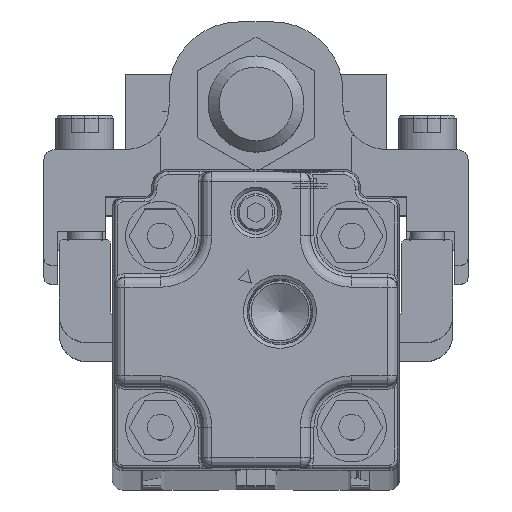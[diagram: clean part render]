
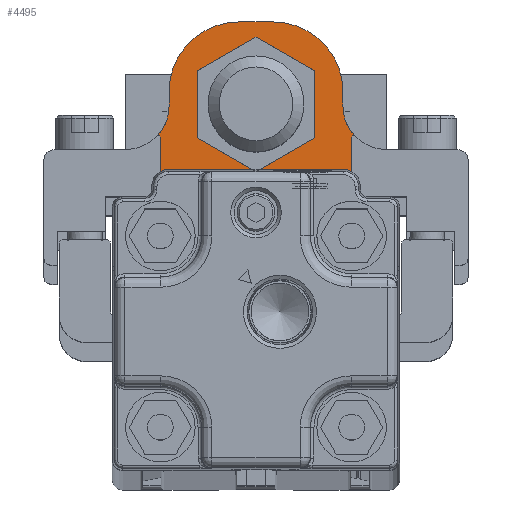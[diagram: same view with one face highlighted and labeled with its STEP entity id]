
A CAD part, top view. The second image highlights one B-rep face of the part: STEP entity #4495.
In plain terms, the highlighted planar face has unit normal (0, 0, 1).
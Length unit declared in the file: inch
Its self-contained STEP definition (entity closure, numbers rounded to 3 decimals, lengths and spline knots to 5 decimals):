
#19 = ORIENTED_EDGE ( 'NONE', *, *, #14379, .T. ) ;
#183 = ORIENTED_EDGE ( 'NONE', *, *, #31015, .T. ) ;
#428 = CARTESIAN_POINT ( 'NONE',  ( -0.5, 0.0748, -0.27559 ) ) ;
#488 = VECTOR ( 'NONE', #7870, 39.37008 ) ;
#704 = ORIENTED_EDGE ( 'NONE', *, *, #34023, .T. ) ;
#823 = EDGE_CURVE ( 'NONE', #26732, #18554, #2975, .T. ) ;
#1556 = VERTEX_POINT ( 'NONE', #2776 ) ;
#2295 = CARTESIAN_POINT ( 'NONE',  ( 0.29035, -0.5315, -0.27559 ) ) ;
#2318 = EDGE_CURVE ( 'NONE', #11321, #15411, #2754, .T. ) ;
#2435 = ORIENTED_EDGE ( 'NONE', *, *, #4642, .F. ) ;
#2562 = ORIENTED_EDGE ( 'NONE', *, *, #15092, .T. ) ;
#2624 = DIRECTION ( 'NONE',  ( 0., 1., 0. ) ) ;
#2754 = CIRCLE ( 'NONE', #7771, 0.01 ) ;
#2776 = CARTESIAN_POINT ( 'NONE',  ( 0.1, 0.4748, -0.27559 ) ) ;
#2975 = LINE ( 'NONE', #16531, #12390 ) ;
#3239 = DIRECTION ( 'NONE',  ( 0., 0., -1. ) ) ;
#3615 = EDGE_CURVE ( 'NONE', #29060, #24085, #24070, .T. ) ;
#3824 = DIRECTION ( 'NONE',  ( 0., 0., 1. ) ) ;
#3999 = ORIENTED_EDGE ( 'NONE', *, *, #4568, .T. ) ;
#4180 = CARTESIAN_POINT ( 'NONE',  ( 0.1, 0.0748, -0.27559 ) ) ;
#4495 = ADVANCED_FACE ( 'NONE', ( #24518, #13399 ), #5915, .F. ) ;
#4528 = AXIS2_PLACEMENT_3D ( 'NONE', #25190, #3824, #11817 ) ;
#4568 = EDGE_CURVE ( 'NONE', #22931, #31730, #6094, .T. ) ;
#4642 = EDGE_CURVE ( 'NONE', #19743, #19743, #22280, .T. ) ;
#4794 = VECTOR ( 'NONE', #17842, 39.37008 ) ;
#5618 = EDGE_CURVE ( 'NONE', #18554, #20085, #8026, .T. ) ;
#5661 = DIRECTION ( 'NONE',  ( 0., 1., 0. ) ) ;
#5911 = DIRECTION ( 'NONE',  ( 0., -1., 0. ) ) ;
#5915 = PLANE ( 'NONE',  #11152 ) ;
#6026 = CARTESIAN_POINT ( 'NONE',  ( 0.56118, -0.18779, -0.27559 ) ) ;
#6094 = LINE ( 'NONE', #22058, #23366 ) ;
#6097 = CIRCLE ( 'NONE', #26602, 0.25 ) ;
#6114 = VECTOR ( 'NONE', #33358, 39.37008 ) ;
#6145 = CARTESIAN_POINT ( 'NONE',  ( -0.55118, -0.5315, -0.27559 ) ) ;
#6255 = CARTESIAN_POINT ( 'NONE',  ( -0.1, 0.0748, -0.27559 ) ) ;
#6343 = ORIENTED_EDGE ( 'NONE', *, *, #28879, .T. ) ;
#6377 = CARTESIAN_POINT ( 'NONE',  ( -0.24606, 0., -0.27559 ) ) ;
#6960 = CARTESIAN_POINT ( 'NONE',  ( 0.55118, -0.74835, -0.27559 ) ) ;
#7060 = DIRECTION ( 'NONE',  ( 0., 0., -1. ) ) ;
#7561 = CARTESIAN_POINT ( 'NONE',  ( -0.1, 0.4748, -0.27559 ) ) ;
#7771 = AXIS2_PLACEMENT_3D ( 'NONE', #27927, #7060, #30714 ) ;
#7870 = DIRECTION ( 'NONE',  ( 1., 0., 0. ) ) ;
#8026 = LINE ( 'NONE', #2295, #488 ) ;
#8348 = DIRECTION ( 'NONE',  ( 0., 0., 1. ) ) ;
#8617 = VECTOR ( 'NONE', #12170, 39.37008 ) ;
#9627 = CARTESIAN_POINT ( 'NONE',  ( -0.29035, -0.5315, -0.27559 ) ) ;
#9639 = ORIENTED_EDGE ( 'NONE', *, *, #14298, .T. ) ;
#9996 = CARTESIAN_POINT ( 'NONE',  ( -0.5, -0.00906, -0.27559 ) ) ;
#10200 = DIRECTION ( 'NONE',  ( -1., 0., 0. ) ) ;
#10292 = CIRCLE ( 'NONE', #30305, 0.4 ) ;
#11152 = AXIS2_PLACEMENT_3D ( 'NONE', #29212, #31821, #11304 ) ;
#11263 = ORIENTED_EDGE ( 'NONE', *, *, #20322, .T. ) ;
#11304 = DIRECTION ( 'NONE',  ( -1., 0., 0. ) ) ;
#11321 = VERTEX_POINT ( 'NONE', #30143 ) ;
#11325 = CARTESIAN_POINT ( 'NONE',  ( -0.75, -0.00906, -0.27559 ) ) ;
#11468 = AXIS2_PLACEMENT_3D ( 'NONE', #6255, #8348, #18943 ) ;
#11817 = DIRECTION ( 'NONE',  ( -1., 0., 0. ) ) ;
#11884 = ORIENTED_EDGE ( 'NONE', *, *, #5618, .T. ) ;
#12060 = CIRCLE ( 'NONE', #31490, 0.25 ) ;
#12170 = DIRECTION ( 'NONE',  ( 0., 1., 0. ) ) ;
#12302 = CARTESIAN_POINT ( 'NONE',  ( -0.29035, -0.5315, -0.27559 ) ) ;
#12390 = VECTOR ( 'NONE', #32509, 39.37008 ) ;
#12780 = CARTESIAN_POINT ( 'NONE',  ( 0.55118, -0.5315, -0.27559 ) ) ;
#13168 = CARTESIAN_POINT ( 'NONE',  ( 0.56844, -0.18092, -0.27559 ) ) ;
#13399 = FACE_BOUND ( 'NONE', #31450, .T. ) ;
#13408 = CARTESIAN_POINT ( 'NONE',  ( -0.1, 0.4748, -0.27559 ) ) ;
#13487 = VERTEX_POINT ( 'NONE', #12302 ) ;
#14298 = EDGE_CURVE ( 'NONE', #20085, #29251, #25725, .T. ) ;
#14379 = EDGE_CURVE ( 'NONE', #24085, #1556, #10292, .T. ) ;
#14785 = DIRECTION ( 'NONE',  ( 0., 0., 1. ) ) ;
#15092 = EDGE_CURVE ( 'NONE', #29251, #28962, #33089, .T. ) ;
#15411 = VERTEX_POINT ( 'NONE', #18842 ) ;
#15705 = EDGE_CURVE ( 'NONE', #31730, #11321, #12060, .T. ) ;
#16531 = CARTESIAN_POINT ( 'NONE',  ( 0.29035, -0.5315, -0.27559 ) ) ;
#16774 = LINE ( 'NONE', #9627, #22131 ) ;
#16870 = DIRECTION ( 'NONE',  ( 0., -1., 0. ) ) ;
#17842 = DIRECTION ( 'NONE',  ( -1., 0., 0. ) ) ;
#17876 = EDGE_CURVE ( 'NONE', #28962, #29060, #6097, .T. ) ;
#18104 = AXIS2_PLACEMENT_3D ( 'NONE', #6026, #3239, #21824 ) ;
#18554 = VERTEX_POINT ( 'NONE', #34218 ) ;
#18615 = DIRECTION ( 'NONE',  ( 0., 0., -1. ) ) ;
#18842 = CARTESIAN_POINT ( 'NONE',  ( -0.55118, -0.18779, -0.27559 ) ) ;
#18860 = CARTESIAN_POINT ( 'NONE',  ( 0.5, 0.0748, -0.27559 ) ) ;
#18943 = DIRECTION ( 'NONE',  ( -1., 0., 0. ) ) ;
#18975 = DIRECTION ( 'NONE',  ( -1., 0., 0. ) ) ;
#19548 = EDGE_CURVE ( 'NONE', #1556, #29816, #31378, .T. ) ;
#19743 = VERTEX_POINT ( 'NONE', #6377 ) ;
#20085 = VERTEX_POINT ( 'NONE', #12780 ) ;
#20163 = ORIENTED_EDGE ( 'NONE', *, *, #3615, .T. ) ;
#20322 = EDGE_CURVE ( 'NONE', #28345, #13487, #16774, .T. ) ;
#20778 = VECTOR ( 'NONE', #2624, 39.37008 ) ;
#21824 = DIRECTION ( 'NONE',  ( -1., 0., 0. ) ) ;
#21870 = ORIENTED_EDGE ( 'NONE', *, *, #15705, .T. ) ;
#22058 = CARTESIAN_POINT ( 'NONE',  ( -0.5, 0.0748, -0.27559 ) ) ;
#22131 = VECTOR ( 'NONE', #24923, 39.37008 ) ;
#22280 = CIRCLE ( 'NONE', #4528, 0.24606 ) ;
#22781 = DIRECTION ( 'NONE',  ( -1., 0., 0. ) ) ;
#22931 = VERTEX_POINT ( 'NONE', #428 ) ;
#23288 = VECTOR ( 'NONE', #5661, 39.37008 ) ;
#23366 = VECTOR ( 'NONE', #16870, 39.37008 ) ;
#23410 = CARTESIAN_POINT ( 'NONE',  ( 0.75, -0.00906, -0.27559 ) ) ;
#23951 = CARTESIAN_POINT ( 'NONE',  ( 0.5, -0.00906, -0.27559 ) ) ;
#24070 = LINE ( 'NONE', #18860, #23288 ) ;
#24085 = VERTEX_POINT ( 'NONE', #28008 ) ;
#24518 = FACE_OUTER_BOUND ( 'NONE', #26387, .T. ) ;
#24777 = VECTOR ( 'NONE', #5911, 39.37008 ) ;
#24923 = DIRECTION ( 'NONE',  ( 1., 0., 0. ) ) ;
#25029 = LINE ( 'NONE', #33684, #6114 ) ;
#25030 = CARTESIAN_POINT ( 'NONE',  ( 0.29035, -0.47244, -0.27559 ) ) ;
#25190 = CARTESIAN_POINT ( 'NONE',  ( 0., 0., -0.27559 ) ) ;
#25358 = VERTEX_POINT ( 'NONE', #33902 ) ;
#25634 = EDGE_CURVE ( 'NONE', #15411, #28345, #29566, .T. ) ;
#25725 = LINE ( 'NONE', #6960, #8617 ) ;
#26387 = EDGE_LOOP ( 'NONE', ( #11884, #9639, #2562, #33257, #20163, #19, #29352, #704, #3999, #21870, #28360, #28916, #11263, #183, #6343, #30782 ) ) ;
#26424 = CARTESIAN_POINT ( 'NONE',  ( -0.29035, -0.5315, -0.27559 ) ) ;
#26602 = AXIS2_PLACEMENT_3D ( 'NONE', #23410, #34006, #10200 ) ;
#26732 = VERTEX_POINT ( 'NONE', #25030 ) ;
#26932 = CARTESIAN_POINT ( 'NONE',  ( -0.55118, -0.74835, -0.27559 ) ) ;
#27927 = CARTESIAN_POINT ( 'NONE',  ( -0.56118, -0.18779, -0.27559 ) ) ;
#28008 = CARTESIAN_POINT ( 'NONE',  ( 0.5, 0.0748, -0.27559 ) ) ;
#28345 = VERTEX_POINT ( 'NONE', #6145 ) ;
#28360 = ORIENTED_EDGE ( 'NONE', *, *, #2318, .T. ) ;
#28737 = CARTESIAN_POINT ( 'NONE',  ( 0.55118, -0.18779, -0.27559 ) ) ;
#28879 = EDGE_CURVE ( 'NONE', #25358, #26732, #25029, .T. ) ;
#28916 = ORIENTED_EDGE ( 'NONE', *, *, #25634, .T. ) ;
#28962 = VERTEX_POINT ( 'NONE', #13168 ) ;
#29060 = VERTEX_POINT ( 'NONE', #23951 ) ;
#29212 = CARTESIAN_POINT ( 'NONE',  ( -0.55118, 0.72487, -0.27559 ) ) ;
#29251 = VERTEX_POINT ( 'NONE', #28737 ) ;
#29352 = ORIENTED_EDGE ( 'NONE', *, *, #19548, .T. ) ;
#29411 = LINE ( 'NONE', #26424, #20778 ) ;
#29566 = LINE ( 'NONE', #26932, #24777 ) ;
#29816 = VERTEX_POINT ( 'NONE', #13408 ) ;
#30143 = CARTESIAN_POINT ( 'NONE',  ( -0.56844, -0.18092, -0.27559 ) ) ;
#30305 = AXIS2_PLACEMENT_3D ( 'NONE', #4180, #14785, #22781 ) ;
#30714 = DIRECTION ( 'NONE',  ( -1., 0., 0. ) ) ;
#30782 = ORIENTED_EDGE ( 'NONE', *, *, #823, .T. ) ;
#31015 = EDGE_CURVE ( 'NONE', #13487, #25358, #29411, .T. ) ;
#31378 = LINE ( 'NONE', #7561, #4794 ) ;
#31441 = CIRCLE ( 'NONE', #11468, 0.4 ) ;
#31450 = EDGE_LOOP ( 'NONE', ( #2435 ) ) ;
#31490 = AXIS2_PLACEMENT_3D ( 'NONE', #11325, #18615, #18975 ) ;
#31730 = VERTEX_POINT ( 'NONE', #9996 ) ;
#31821 = DIRECTION ( 'NONE',  ( 0., 0., -1. ) ) ;
#32509 = DIRECTION ( 'NONE',  ( 0., -1., 0. ) ) ;
#33089 = CIRCLE ( 'NONE', #18104, 0.01 ) ;
#33257 = ORIENTED_EDGE ( 'NONE', *, *, #17876, .T. ) ;
#33358 = DIRECTION ( 'NONE',  ( 1., 0., 0. ) ) ;
#33684 = CARTESIAN_POINT ( 'NONE',  ( -0.29035, -0.47244, -0.27559 ) ) ;
#33902 = CARTESIAN_POINT ( 'NONE',  ( -0.29035, -0.47244, -0.27559 ) ) ;
#34006 = DIRECTION ( 'NONE',  ( 0., 0., -1. ) ) ;
#34023 = EDGE_CURVE ( 'NONE', #29816, #22931, #31441, .T. ) ;
#34218 = CARTESIAN_POINT ( 'NONE',  ( 0.29035, -0.5315, -0.27559 ) ) ;
